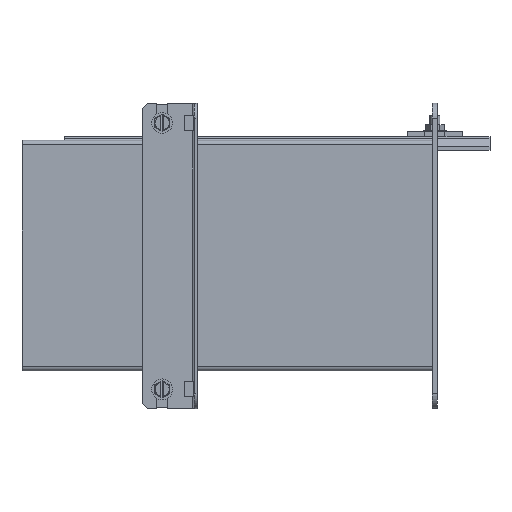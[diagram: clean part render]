
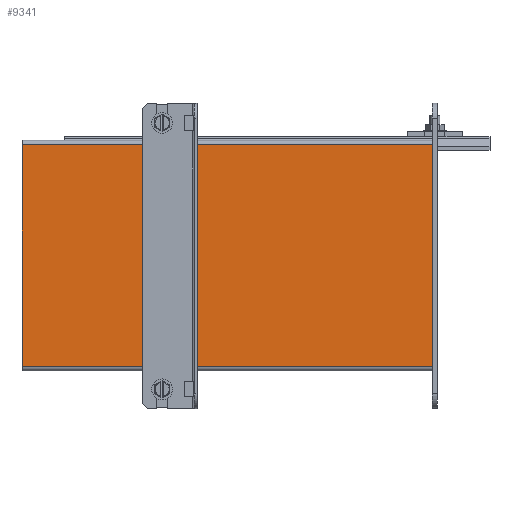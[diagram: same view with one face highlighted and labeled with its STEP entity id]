
A CAD part, left-side view. The second image highlights one B-rep face of the part: STEP entity #9341.
In plain terms, the highlighted planar face has unit normal (-1, 0, 0).
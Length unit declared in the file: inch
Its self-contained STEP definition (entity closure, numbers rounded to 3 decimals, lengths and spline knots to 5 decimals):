
#71 = CARTESIAN_POINT ( 'NONE',  ( -2.88, -5.125, 2.772 ) ) ;
#222 = VERTEX_POINT ( 'NONE', #10213 ) ;
#394 = ORIENTED_EDGE ( 'NONE', *, *, #6343, .T. ) ;
#436 = LINE ( 'NONE', #12287, #1516 ) ;
#1044 = VECTOR ( 'NONE', #4198, 39.37008 ) ;
#1516 = VECTOR ( 'NONE', #13575, 39.37008 ) ;
#2087 = CARTESIAN_POINT ( 'NONE',  ( -2.88, 5.125, 2.772 ) ) ;
#2148 = VERTEX_POINT ( 'NONE', #71 ) ;
#2811 = ORIENTED_EDGE ( 'NONE', *, *, #10026, .T. ) ;
#3920 = CARTESIAN_POINT ( 'NONE',  ( -2.88, 5.125, 2.88 ) ) ;
#3981 = DIRECTION ( 'NONE',  ( -1., 0., 0. ) ) ;
#4163 = CARTESIAN_POINT ( 'NONE',  ( -2.88, 5.125, 2.772 ) ) ;
#4198 = DIRECTION ( 'NONE',  ( 0., -1., 0. ) ) ;
#4423 = VERTEX_POINT ( 'NONE', #4163 ) ;
#4500 = ORIENTED_EDGE ( 'NONE', *, *, #5052, .T. ) ;
#4902 = CARTESIAN_POINT ( 'NONE',  ( -2.88, -5.125, 2.88 ) ) ;
#5052 = EDGE_CURVE ( 'NONE', #6030, #2148, #10389, .T. ) ;
#6030 = VERTEX_POINT ( 'NONE', #6645 ) ;
#6343 = EDGE_CURVE ( 'NONE', #222, #6030, #8439, .T. ) ;
#6645 = CARTESIAN_POINT ( 'NONE',  ( -2.88, -5.125, -2.772 ) ) ;
#7423 = PLANE ( 'NONE',  #12748 ) ;
#8439 = LINE ( 'NONE', #13971, #1044 ) ;
#9341 = ADVANCED_FACE ( 'NONE', ( #12685 ), #7423, .T. ) ;
#9566 = EDGE_LOOP ( 'NONE', ( #2811, #394, #4500, #10494 ) ) ;
#10026 = EDGE_CURVE ( 'NONE', #4423, #222, #436, .T. ) ;
#10213 = CARTESIAN_POINT ( 'NONE',  ( -2.88, 5.125, -2.772 ) ) ;
#10228 = EDGE_CURVE ( 'NONE', #2148, #4423, #10848, .T. ) ;
#10389 = LINE ( 'NONE', #4902, #11842 ) ;
#10494 = ORIENTED_EDGE ( 'NONE', *, *, #10228, .T. ) ;
#10848 = LINE ( 'NONE', #2087, #10941 ) ;
#10941 = VECTOR ( 'NONE', #14212, 39.37008 ) ;
#11816 = DIRECTION ( 'NONE',  ( 0., 0., 1. ) ) ;
#11842 = VECTOR ( 'NONE', #13481, 39.37008 ) ;
#12287 = CARTESIAN_POINT ( 'NONE',  ( -2.88, 5.125, 2.88 ) ) ;
#12685 = FACE_OUTER_BOUND ( 'NONE', #9566, .T. ) ;
#12748 = AXIS2_PLACEMENT_3D ( 'NONE', #3920, #3981, #11816 ) ;
#13481 = DIRECTION ( 'NONE',  ( 0., 0., 1. ) ) ;
#13575 = DIRECTION ( 'NONE',  ( 0., 0., -1. ) ) ;
#13971 = CARTESIAN_POINT ( 'NONE',  ( -2.88, 5.125, -2.772 ) ) ;
#14212 = DIRECTION ( 'NONE',  ( 0., 1., 0. ) ) ;
